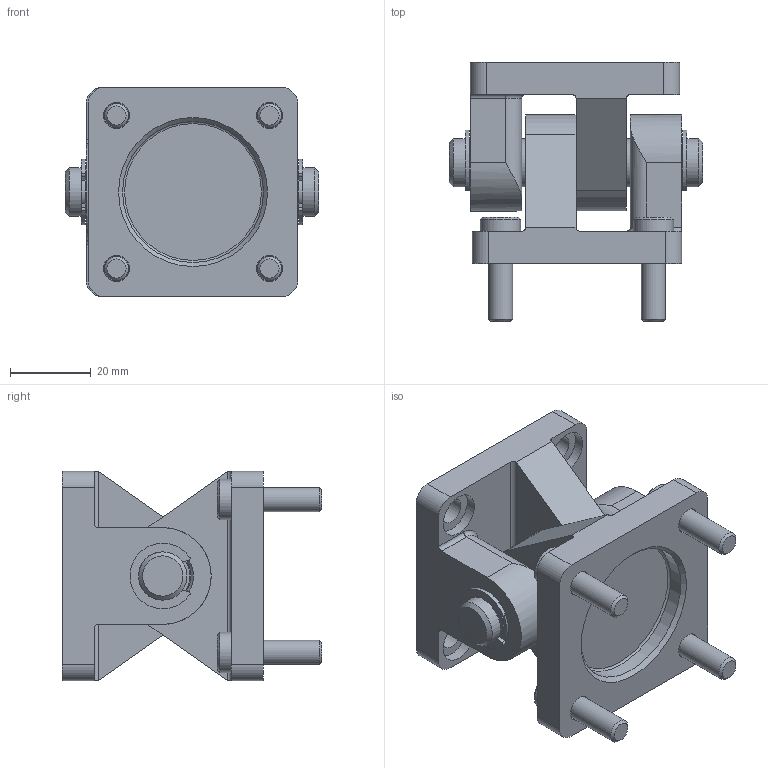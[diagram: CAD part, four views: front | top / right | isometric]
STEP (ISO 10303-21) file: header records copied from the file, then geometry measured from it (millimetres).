
FILE_DESCRIPTION(/* description */ ('STEP AP214'),/* implementation_level */ '2;1');
FILE_NAME(/* name */ '2787470_DAMS-K-V1-40-V-R3',/* time_stamp */ '2024-08-13T15:11:14+02:00',/* author */ ('License CC BY-ND 4.0'),/* organization */ ('CADENAS'),/* preprocessor_version */ 'ST-DEVELOPER v19.3',/* originating_system */ 'PARTsolutions',/* authorisation */ ' ');
FILE_SCHEMA (('AUTOMOTIVE_DESIGN {1 0 10303 214 3 1 1}'));
Length unit declared in the file: millimetre
Products named in the file (5): 2787470 DAMS-K-V1-40-V-R3---(0); 2787470 DAMS-K-V1-40-V-R3-P1; 374751 BZ-12-053,0-AA; DIN-6799 8; DIN-912 - M6x20(F)
Assembly tree (9 placements, depth 2):
  2787470 DAMS-K-V1-40-V-R3---(0)
    2787470 DAMS-K-V1-40-V-R3-P1  x2
    374751 BZ-12-053,0-AA
    DIN-6799 8  x2
    DIN-912 - M6x20(F)  x4
Bounding box: 63 x 64.5 x 52 mm (x, y, z)
Volume: 74686.6 mm3; surface area: 31560 mm2
Topology: 9 solids, 9 shells, 303 faces, 661 edges, 398 vertices
Faces by surface type: plane 132, cylinder 105, cone 60, torus 6
Full cylindrical faces by diameter (mm): 6 x4, 6.5 x8, 8 x2, 10 x4, 11 x8, 12 x7, 14 x8, 35 x2
Entity records: 3566 total; most frequent: DIRECTION 651, CARTESIAN_POINT 592, ORIENTED_EDGE 490, AXIS2_PLACEMENT_3D 274, EDGE_CURVE 245, FACE_BOUND 192, EDGE_LOOP 191, VERTEX_POINT 173
